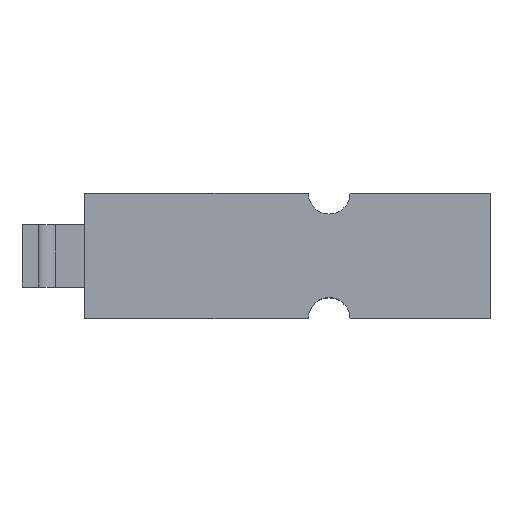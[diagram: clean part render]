
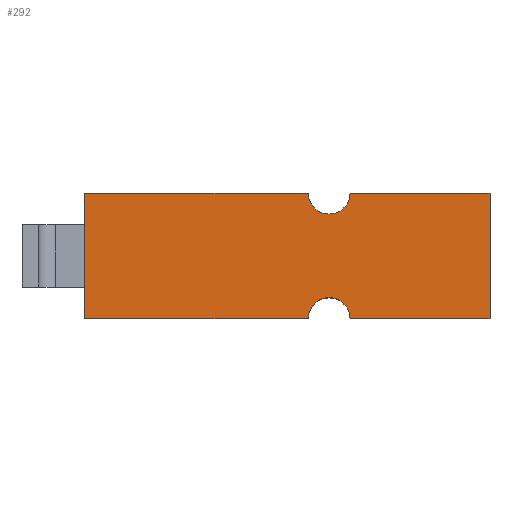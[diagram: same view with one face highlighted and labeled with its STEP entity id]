
A CAD part, top view. The second image highlights one B-rep face of the part: STEP entity #292.
In plain terms, the highlighted planar face has unit normal (0, 0, 1).
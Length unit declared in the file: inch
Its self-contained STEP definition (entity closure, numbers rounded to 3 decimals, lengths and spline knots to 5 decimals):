
#273=CIRCLE('',#921,0.05);
#274=CIRCLE('',#922,0.05);
#292=ADVANCED_FACE('',(#354),#326,.T.);
#326=PLANE('',#923);
#354=FACE_OUTER_BOUND('',#390,.T.);
#390=EDGE_LOOP('',(#483,#484,#485,#486,#487,#488,#489,#490));
#483=ORIENTED_EDGE('',*,*,#709,.F.);
#484=ORIENTED_EDGE('',*,*,#698,.T.);
#485=ORIENTED_EDGE('',*,*,#708,.T.);
#486=ORIENTED_EDGE('',*,*,#663,.T.);
#487=ORIENTED_EDGE('',*,*,#710,.F.);
#488=ORIENTED_EDGE('',*,*,#701,.T.);
#489=ORIENTED_EDGE('',*,*,#692,.T.);
#490=ORIENTED_EDGE('',*,*,#657,.T.);
#597=VERTEX_POINT('',#1125);
#598=VERTEX_POINT('',#1127);
#603=VERTEX_POINT('',#1138);
#604=VERTEX_POINT('',#1140);
#627=VERTEX_POINT('',#1196);
#632=VERTEX_POINT('',#1208);
#633=VERTEX_POINT('',#1209);
#634=VERTEX_POINT('',#1214);
#657=EDGE_CURVE('',#598,#597,#747,.T.);
#663=EDGE_CURVE('',#604,#603,#753,.T.);
#692=EDGE_CURVE('',#627,#598,#780,.T.);
#698=EDGE_CURVE('',#632,#633,#786,.T.);
#701=EDGE_CURVE('',#634,#627,#789,.T.);
#708=EDGE_CURVE('',#633,#604,#796,.T.);
#709=EDGE_CURVE('',#632,#597,#273,.T.);
#710=EDGE_CURVE('',#634,#603,#274,.T.);
#747=LINE('',#1126,#829);
#753=LINE('',#1139,#835);
#780=LINE('',#1195,#862);
#786=LINE('',#1207,#868);
#789=LINE('',#1213,#871);
#796=LINE('',#1226,#878);
#829=VECTOR('',#956,1.);
#835=VECTOR('',#964,1.);
#862=VECTOR('',#1003,1.);
#868=VECTOR('',#1011,1.);
#871=VECTOR('',#1016,1.);
#878=VECTOR('',#1025,1.);
#921=AXIS2_PLACEMENT_3D('',#1228,#1028,#1029);
#922=AXIS2_PLACEMENT_3D('',#1229,#1030,#1031);
#923=AXIS2_PLACEMENT_3D('',#1230,#1032,#1033);
#956=DIRECTION('',(-1.,0.,0.));
#964=DIRECTION('',(1.,0.,0.));
#1003=DIRECTION('',(0.,1.,0.));
#1011=DIRECTION('',(-1.,0.,0.));
#1016=DIRECTION('',(1.,0.,0.));
#1025=DIRECTION('',(0.,-1.,0.));
#1028=DIRECTION('',(0.,0.,1.));
#1029=DIRECTION('',(1.,0.,0.));
#1030=DIRECTION('',(0.,0.,1.));
#1031=DIRECTION('',(1.,0.,0.));
#1032=DIRECTION('',(0.,0.,1.));
#1033=DIRECTION('',(1.,0.,0.));
#1125=CARTESIAN_POINT('',(0.635,0.3,0.31));
#1126=CARTESIAN_POINT('',(0.97,0.3,0.31));
#1127=CARTESIAN_POINT('',(0.97,0.3,0.31));
#1138=CARTESIAN_POINT('',(0.535,0.,0.31));
#1139=CARTESIAN_POINT('',(0.,0.,0.31));
#1140=CARTESIAN_POINT('',(0.,0.,0.31));
#1195=CARTESIAN_POINT('',(0.97,0.,0.31));
#1196=CARTESIAN_POINT('',(0.97,0.,0.31));
#1207=CARTESIAN_POINT('',(0.97,0.3,0.31));
#1208=CARTESIAN_POINT('',(0.535,0.3,0.31));
#1209=CARTESIAN_POINT('',(0.,0.3,0.31));
#1213=CARTESIAN_POINT('',(0.,0.,0.31));
#1214=CARTESIAN_POINT('',(0.635,0.,0.31));
#1226=CARTESIAN_POINT('',(0.,0.3,0.31));
#1228=CARTESIAN_POINT('',(0.585,0.3,0.31));
#1229=CARTESIAN_POINT('',(0.585,0.,0.31));
#1230=CARTESIAN_POINT('',(0.,0.,0.31));
